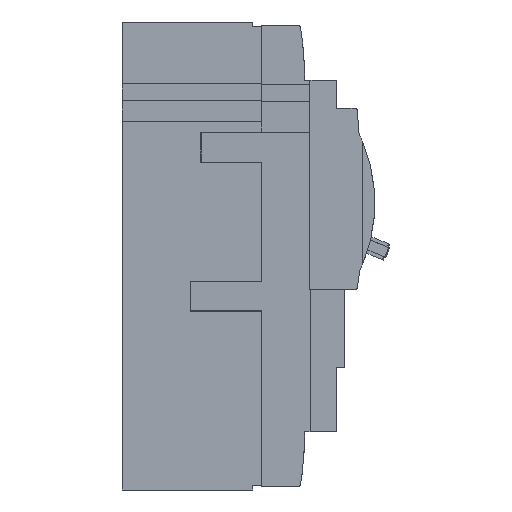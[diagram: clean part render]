
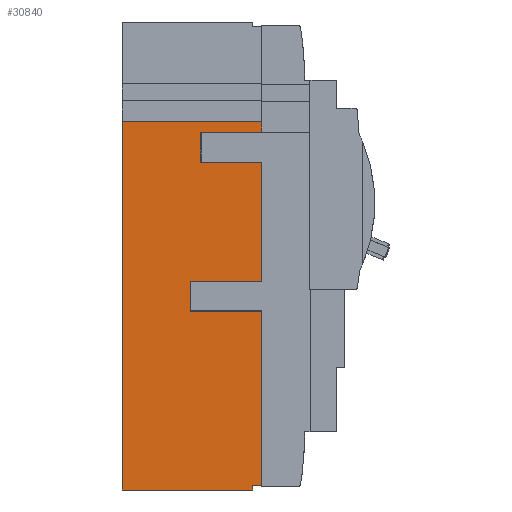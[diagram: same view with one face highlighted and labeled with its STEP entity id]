
A CAD part, left-side view. The second image highlights one B-rep face of the part: STEP entity #30840.
In plain terms, the highlighted planar face has unit normal (-1, 0, 0).
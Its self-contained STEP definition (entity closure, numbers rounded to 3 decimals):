
#11626=VERTEX_POINT('',#33042);
#13188=EDGE_CURVE('',#16558,#15908,#34776,.T.);
#13806=VERTEX_POINT('',#35444);
#14326=EDGE_CURVE('',#31310,#17288,#36015,.T.);
#14660=EDGE_CURVE('',#22698,#17390,#36391,.T.);
#14662=EDGE_CURVE('',#29746,#16558,#36393,.T.);
#14834=EDGE_CURVE('',#22698,#29746,#36584,.T.);
#15790=VERTEX_POINT('',#37637);
#15908=VERTEX_POINT('',#37759);
#16516=EDGE_CURVE('',#15790,#23890,#38426,.T.);
#16558=VERTEX_POINT('',#38472);
#17200=VERTEX_POINT('',#39165);
#17288=VERTEX_POINT('',#39265);
#17390=VERTEX_POINT('',#39375);
#18622=EDGE_CURVE('',#15790,#13806,#40721,.T.);
#20398=EDGE_CURVE('',#13806,#17288,#42655,.T.);
#21496=EDGE_CURVE('',#23104,#17390,#43861,.T.);
#22698=VERTEX_POINT('',#45149);
#22760=EDGE_CURVE('',#17200,#15908,#45217,.T.);
#23038=EDGE_CURVE('',#31690,#31310,#45511,.T.);
#23104=VERTEX_POINT('',#45580);
#23890=VERTEX_POINT('',#46443);
#24486=EDGE_CURVE('',#17200,#11626,#47099,.T.);
#25434=EDGE_CURVE('',#23890,#23104,#48157,.T.);
#27872=EDGE_CURVE('',#11626,#31690,#50837,.T.);
#29746=VERTEX_POINT('',#52887);
#30840=ADVANCED_FACE('',(#54078),#54079,.F.);
#31310=VERTEX_POINT('',#54596);
#31690=VERTEX_POINT('',#55022);
#33042=CARTESIAN_POINT('',(-52.45,-50.5,-88.905));
#34776=LINE('',#59302,#59303);
#35444=CARTESIAN_POINT('',(-52.45,-53.999,51.995));
#36015=LINE('',#61118,#61119);
#36391=LINE('',#61632,#61633);
#36393=LINE('',#61636,#61637);
#36584=LINE('',#61902,#61903);
#37637=CARTESIAN_POINT('',(-52.45,-53.999,47.795));
#37759=CARTESIAN_POINT('',(-52.45,-54.,-21.305));
#38426=LINE('',#64614,#64615);
#38472=CARTESIAN_POINT('',(-52.45,-26.4,-21.305));
#39165=CARTESIAN_POINT('',(-52.45,-54.,-88.905));
#39265=CARTESIAN_POINT('',(-52.45,0.0,51.995));
#39375=CARTESIAN_POINT('',(-52.45,-54.,36.195));
#40721=LINE('',#68012,#68013);
#42655=LINE('',#70834,#70835);
#43861=LINE('',#72585,#72586);
#45149=CARTESIAN_POINT('',(-52.45,-54.,-9.705));
#45217=LINE('',#74646,#74647);
#45511=LINE('',#75085,#75086);
#45580=CARTESIAN_POINT('',(-52.45,-30.4,36.195));
#46443=CARTESIAN_POINT('',(-52.45,-30.4,47.795));
#47099=LINE('',#77363,#77364);
#48157=LINE('',#78858,#78859);
#50837=LINE('',#82812,#82813);
#52887=CARTESIAN_POINT('',(-52.45,-26.4,-9.705));
#54078=FACE_OUTER_BOUND('',#87502,.T.);
#54079=PLANE('',#87503);
#54596=CARTESIAN_POINT('',(-52.45,0.0,-90.505));
#55022=CARTESIAN_POINT('',(-52.45,-50.5,-90.505));
#59302=CARTESIAN_POINT('',(-52.45,-26.4,-21.305));
#59303=VECTOR('',#92463,1.0);
#61118=CARTESIAN_POINT('',(-52.45,0.0,-90.505));
#61119=VECTOR('',#93704,1.0);
#61632=CARTESIAN_POINT('',(-52.45,-54.,-3.921));
#61633=VECTOR('',#94168,1.0);
#61636=CARTESIAN_POINT('',(-52.45,-26.4,-9.705));
#61637=VECTOR('',#94169,1.0);
#61902=CARTESIAN_POINT('',(-52.45,-54.0,-9.705));
#61903=VECTOR('',#94353,1.0);
#64614=CARTESIAN_POINT('',(-52.45,-54.0,47.795));
#64615=VECTOR('',#96317,1.0);
#68012=CARTESIAN_POINT('',(-52.45,-53.999,26.979));
#68013=VECTOR('',#98551,1.0);
#70834=CARTESIAN_POINT('',(-52.45,-12.744,51.995));
#70835=VECTOR('',#100561,1.0);
#72585=CARTESIAN_POINT('',(-52.45,-30.4,36.195));
#72586=VECTOR('',#101912,1.0);
#74646=CARTESIAN_POINT('',(-52.45,-54.,-43.521));
#74647=VECTOR('',#103070,1.0);
#75085=CARTESIAN_POINT('',(-52.45,-50.5,-90.505));
#75086=VECTOR('',#103298,1.0);
#77363=CARTESIAN_POINT('',(-52.45,-54.0,-88.905));
#77364=VECTOR('',#105056,1.0);
#78858=CARTESIAN_POINT('',(-52.45,-30.4,47.795));
#78859=VECTOR('',#106391,1.0);
#82812=CARTESIAN_POINT('',(-52.45,-50.5,-88.905));
#82813=VECTOR('',#109216,1.0);
#87502=EDGE_LOOP('',(#112579,#112580,#112581,#112582,#112583,#112584,#112585,#112586,#112587,#112588,#112589,#112590,#112591,#112592));
#87503=AXIS2_PLACEMENT_3D('',#112593,#112594,#112595);
#92463=DIRECTION('',(0.0,-1.0,0.0));
#93704=DIRECTION('',(0.0,0.0,1.0));
#94168=DIRECTION('',(0.0,0.0,1.0));
#94169=DIRECTION('',(0.0,0.0,-1.0));
#94353=DIRECTION('',(0.0,1.0,0.0));
#96317=DIRECTION('',(0.0,1.0,0.0));
#98551=DIRECTION('',(0.0,0.0,1.0));
#100561=DIRECTION('',(-0.0,1.0,0.0));
#101912=DIRECTION('',(0.0,-1.0,0.0));
#103070=DIRECTION('',(0.0,0.0,1.0));
#103298=DIRECTION('',(0.0,1.0,0.0));
#105056=DIRECTION('',(0.0,1.0,0.0));
#106391=DIRECTION('',(0.0,0.0,-1.0));
#109216=DIRECTION('',(0.0,0.0,-1.0));
#112579=ORIENTED_EDGE('',*,*,#22760,.T.);
#112580=ORIENTED_EDGE('',*,*,#13188,.F.);
#112581=ORIENTED_EDGE('',*,*,#14662,.F.);
#112582=ORIENTED_EDGE('',*,*,#14834,.F.);
#112583=ORIENTED_EDGE('',*,*,#14660,.T.);
#112584=ORIENTED_EDGE('',*,*,#21496,.F.);
#112585=ORIENTED_EDGE('',*,*,#25434,.F.);
#112586=ORIENTED_EDGE('',*,*,#16516,.F.);
#112587=ORIENTED_EDGE('',*,*,#18622,.T.);
#112588=ORIENTED_EDGE('',*,*,#20398,.T.);
#112589=ORIENTED_EDGE('',*,*,#14326,.F.);
#112590=ORIENTED_EDGE('',*,*,#23038,.F.);
#112591=ORIENTED_EDGE('',*,*,#27872,.F.);
#112592=ORIENTED_EDGE('',*,*,#24486,.F.);
#112593=CARTESIAN_POINT('',(-52.45,-28.469,1.963));
#112594=DIRECTION('',(1.0,0.0,0.0));
#112595=DIRECTION('',(0.0,1.0,0.0));
